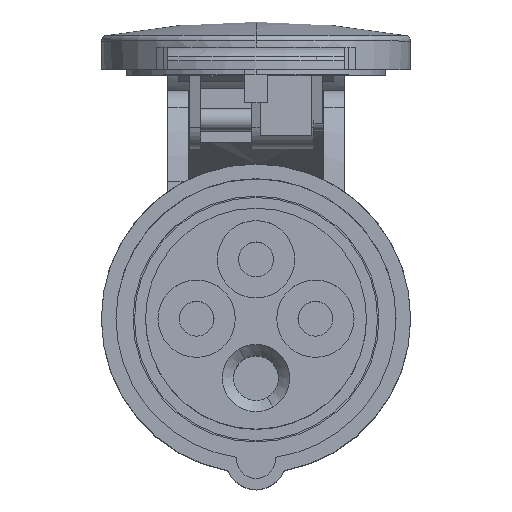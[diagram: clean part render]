
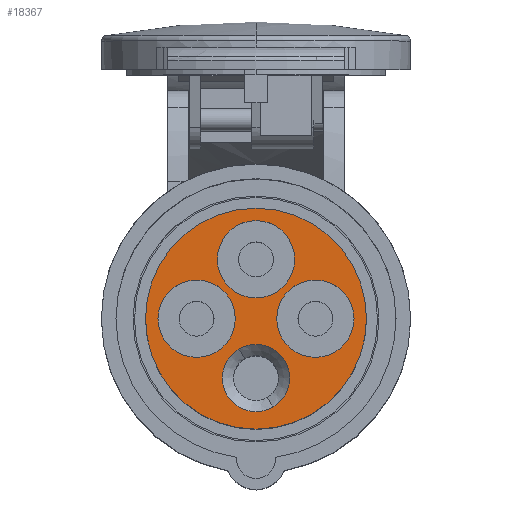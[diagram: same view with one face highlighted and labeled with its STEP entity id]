
A CAD part, top view. The second image highlights one B-rep face of the part: STEP entity #18367.
In plain terms, the highlighted planar face has unit normal (0, 0, 1).
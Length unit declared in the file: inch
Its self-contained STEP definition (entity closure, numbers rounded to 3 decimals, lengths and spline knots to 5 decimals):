
#17630=CARTESIAN_POINT('',(1.92144,1.22329,
-2.40173));
#17631=DIRECTION('',(0.,0.,-1.));
#17632=DIRECTION('',(-1.,0.,0.));
#17633=AXIS2_PLACEMENT_3D('',#17630,#17631,#17632);
#17635=CARTESIAN_POINT('',(1.92144,1.22329,
-2.40173));
#17636=DIRECTION('',(0.,0.,-1.));
#17637=DIRECTION('',(1.,0.,0.));
#17638=AXIS2_PLACEMENT_3D('',#17635,#17636,#17637);
#17640=CARTESIAN_POINT('',(2.13306,1.58982,
-2.40173));
#17641=DIRECTION('',(0.,0.,1.));
#17642=DIRECTION('',(1.,0.,0.));
#17643=AXIS2_PLACEMENT_3D('',#17640,#17641,#17642);
#17645=CARTESIAN_POINT('',(2.13306,1.58982,
-2.40173));
#17646=DIRECTION('',(0.,0.,1.));
#17647=DIRECTION('',(-1.,0.,0.));
#17648=AXIS2_PLACEMENT_3D('',#17645,#17646,#17647);
#17650=CARTESIAN_POINT('',(1.55492,1.43491,
-2.40173));
#17651=DIRECTION('',(0.,0.,1.));
#17652=DIRECTION('',(1.,0.,0.));
#17653=AXIS2_PLACEMENT_3D('',#17650,#17651,#17652);
#17655=CARTESIAN_POINT('',(1.55492,1.43491,
-2.40173));
#17656=DIRECTION('',(0.,0.,1.));
#17657=DIRECTION('',(-1.,0.,0.));
#17658=AXIS2_PLACEMENT_3D('',#17655,#17656,#17657);
#17660=CARTESIAN_POINT('',(1.70983,0.85677,
-2.40173));
#17661=DIRECTION('',(0.,0.,1.));
#17662=DIRECTION('',(1.,0.,0.));
#17663=AXIS2_PLACEMENT_3D('',#17660,#17661,#17662);
#17665=CARTESIAN_POINT('',(1.70983,0.85677,
-2.40173));
#17666=DIRECTION('',(0.,0.,1.));
#17667=DIRECTION('',(-1.,0.,0.));
#17668=AXIS2_PLACEMENT_3D('',#17665,#17666,#17667);
#17670=CARTESIAN_POINT('',(2.28797,1.01168,
-2.40173));
#17671=DIRECTION('',(0.,0.,1.));
#17672=DIRECTION('',(1.,0.,0.));
#17673=AXIS2_PLACEMENT_3D('',#17670,#17671,#17672);
#17675=CARTESIAN_POINT('',(2.28797,1.01168,
-2.40173));
#17676=DIRECTION('',(0.,0.,1.));
#17677=DIRECTION('',(0.,1.,0.));
#17678=AXIS2_PLACEMENT_3D('',#17675,#17676,#17677);
#17680=CARTESIAN_POINT('',(2.28797,1.01168,
-2.40173));
#17681=DIRECTION('',(0.,0.,1.));
#17682=DIRECTION('',(-1.,0.,0.));
#17683=AXIS2_PLACEMENT_3D('',#17680,#17681,#17682);
#17685=CARTESIAN_POINT('',(2.28797,1.01168,
-2.40173));
#17686=DIRECTION('',(0.,0.,1.));
#17687=DIRECTION('',(0.,-1.,0.));
#17688=AXIS2_PLACEMENT_3D('',#17685,#17686,#17687);
#18172=CARTESIAN_POINT('',(1.13404,1.22329,
-2.40173));
#18173=CARTESIAN_POINT('',(2.70885,1.22329,
-2.40173));
#18174=VERTEX_POINT('',#18172);
#18175=VERTEX_POINT('',#18173);
#18176=CARTESIAN_POINT('',(2.40865,1.58982,
-2.40173));
#18177=CARTESIAN_POINT('',(1.85747,1.58982,
-2.40173));
#18178=VERTEX_POINT('',#18176);
#18179=VERTEX_POINT('',#18177);
#18180=CARTESIAN_POINT('',(1.83051,1.43491,
-2.40173));
#18181=CARTESIAN_POINT('',(1.27933,1.43491,
-2.40173));
#18182=VERTEX_POINT('',#18180);
#18183=VERTEX_POINT('',#18181);
#18184=CARTESIAN_POINT('',(1.98542,0.85677,
-2.40173));
#18185=CARTESIAN_POINT('',(1.43424,0.85677,
-2.40173));
#18186=VERTEX_POINT('',#18184);
#18187=VERTEX_POINT('',#18185);
#18188=CARTESIAN_POINT('',(2.28797,1.25113,
-2.40173));
#18189=CARTESIAN_POINT('',(2.04852,1.01168,
-2.40173));
#18190=VERTEX_POINT('',#18188);
#18191=VERTEX_POINT('',#18189);
#18192=CARTESIAN_POINT('',(2.52742,1.01168,
-2.40173));
#18193=VERTEX_POINT('',#18192);
#18194=CARTESIAN_POINT('',(2.28797,0.77223,
-2.40173));
#18195=VERTEX_POINT('',#18194);
#18328=CARTESIAN_POINT('',(0.,0.,-2.40173));
#18329=DIRECTION('',(0.,0.,1.));
#18330=DIRECTION('',(1.,0.,0.));
#18331=AXIS2_PLACEMENT_3D('',#18328,#18329,#18330);
#18332=PLANE('',#18331);
#18334=ORIENTED_EDGE('',*,*,#18333,.T.);
#18336=ORIENTED_EDGE('',*,*,#18335,.T.);
#18337=EDGE_LOOP('',(#18334,#18336));
#18338=FACE_OUTER_BOUND('',#18337,.F.);
#18340=ORIENTED_EDGE('',*,*,#18339,.T.);
#18342=ORIENTED_EDGE('',*,*,#18341,.T.);
#18343=EDGE_LOOP('',(#18340,#18342));
#18344=FACE_BOUND('',#18343,.F.);
#18346=ORIENTED_EDGE('',*,*,#18345,.T.);
#18348=ORIENTED_EDGE('',*,*,#18347,.T.);
#18349=EDGE_LOOP('',(#18346,#18348));
#18350=FACE_BOUND('',#18349,.F.);
#18352=ORIENTED_EDGE('',*,*,#18351,.T.);
#18354=ORIENTED_EDGE('',*,*,#18353,.T.);
#18355=EDGE_LOOP('',(#18352,#18354));
#18356=FACE_BOUND('',#18355,.F.);
#18358=ORIENTED_EDGE('',*,*,#18357,.T.);
#18360=ORIENTED_EDGE('',*,*,#18359,.T.);
#18362=ORIENTED_EDGE('',*,*,#18361,.T.);
#18364=ORIENTED_EDGE('',*,*,#18363,.T.);
#18365=EDGE_LOOP('',(#18358,#18360,#18362,#18364));
#18366=FACE_BOUND('',#18365,.F.);
#18367=ADVANCED_FACE('',(#18338,#18344,#18350,#18356,#18366),#18332,.T.);
#17634=CIRCLE('',#17633,0.7874);
#17639=CIRCLE('',#17638,0.7874);
#17644=CIRCLE('',#17643,0.27559);
#17649=CIRCLE('',#17648,0.27559);
#17654=CIRCLE('',#17653,0.27559);
#17659=CIRCLE('',#17658,0.27559);
#17664=CIRCLE('',#17663,0.27559);
#17669=CIRCLE('',#17668,0.27559);
#17674=CIRCLE('',#17673,0.23945);
#17679=CIRCLE('',#17678,0.23945);
#17684=CIRCLE('',#17683,0.23945);
#17689=CIRCLE('',#17688,0.23945);
#18333=EDGE_CURVE('',#18174,#18175,#17634,.T.);
#18335=EDGE_CURVE('',#18175,#18174,#17639,.T.);
#18339=EDGE_CURVE('',#18178,#18179,#17644,.T.);
#18341=EDGE_CURVE('',#18179,#18178,#17649,.T.);
#18345=EDGE_CURVE('',#18182,#18183,#17654,.T.);
#18347=EDGE_CURVE('',#18183,#18182,#17659,.T.);
#18351=EDGE_CURVE('',#18186,#18187,#17664,.T.);
#18353=EDGE_CURVE('',#18187,#18186,#17669,.T.);
#18357=EDGE_CURVE('',#18193,#18190,#17674,.T.);
#18359=EDGE_CURVE('',#18190,#18191,#17679,.T.);
#18361=EDGE_CURVE('',#18191,#18195,#17684,.T.);
#18363=EDGE_CURVE('',#18195,#18193,#17689,.T.);
